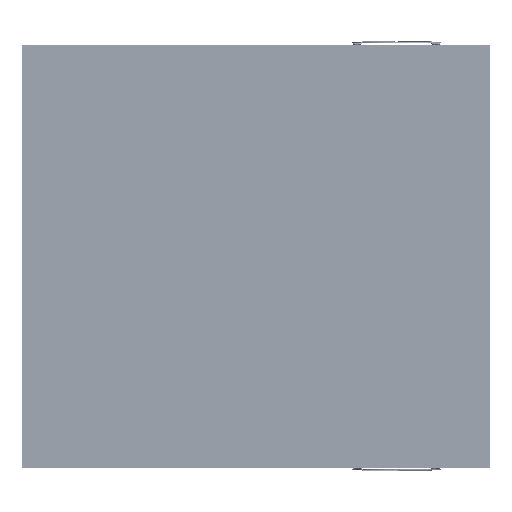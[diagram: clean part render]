
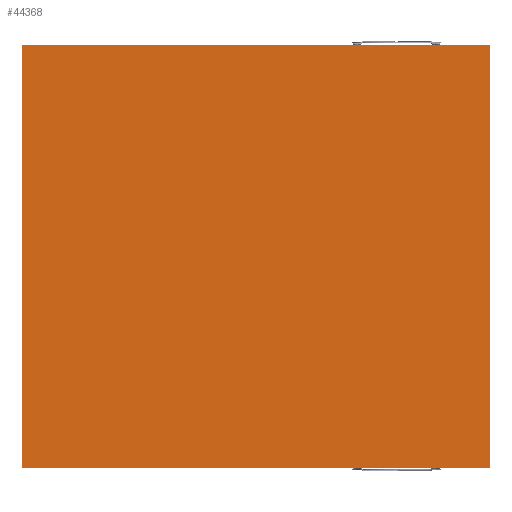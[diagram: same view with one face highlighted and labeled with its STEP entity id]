
A CAD part, left-side view. The second image highlights one B-rep face of the part: STEP entity #44368.
In plain terms, the highlighted planar face has unit normal (-1, 0, 0).
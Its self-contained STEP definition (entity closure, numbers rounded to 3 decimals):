
#2923=PLANE('',#49044);
#6284=LINE('',#79389,#9854);
#6285=LINE('',#79391,#9855);
#6286=LINE('',#79393,#9856);
#6287=LINE('',#79394,#9857);
#9854=VECTOR('',#61493,1.);
#9855=VECTOR('',#61494,1.);
#9856=VECTOR('',#61495,1.);
#9857=VECTOR('',#61496,1.);
#13449=FACE_OUTER_BOUND('',#16752,.T.);
#16752=EDGE_LOOP('',(#39883,#39884,#39885,#39886));
#22828=VERTEX_POINT('',#79387);
#22829=VERTEX_POINT('',#79388);
#22830=VERTEX_POINT('',#79390);
#22831=VERTEX_POINT('',#79392);
#28660=EDGE_CURVE('',#22828,#22829,#6284,.T.);
#28661=EDGE_CURVE('',#22829,#22830,#6285,.T.);
#28662=EDGE_CURVE('',#22830,#22831,#6286,.T.);
#28663=EDGE_CURVE('',#22831,#22828,#6287,.T.);
#39883=ORIENTED_EDGE('',*,*,#28660,.T.);
#39884=ORIENTED_EDGE('',*,*,#28661,.T.);
#39885=ORIENTED_EDGE('',*,*,#28662,.T.);
#39886=ORIENTED_EDGE('',*,*,#28663,.T.);
#44368=ADVANCED_FACE('',(#13449),#2923,.T.);
#49044=AXIS2_PLACEMENT_3D('',#79386,#61491,#61492);
#61491=DIRECTION('center_axis',(-1.,0.,0.));
#61492=DIRECTION('ref_axis',(0.,1.,0.));
#61493=DIRECTION('',(0.,0.,-1.));
#61494=DIRECTION('',(0.,-1.,0.));
#61495=DIRECTION('',(0.,0.,1.));
#61496=DIRECTION('',(0.,1.,0.));
#79386=CARTESIAN_POINT('Origin',(-27.35,30.075,20.));
#79387=CARTESIAN_POINT('',(-27.35,60.15,47.15));
#79388=CARTESIAN_POINT('',(-27.35,60.15,-7.15));
#79389=CARTESIAN_POINT('',(-27.35,60.15,20.));
#79390=CARTESIAN_POINT('',(-27.35,0.,-7.15));
#79391=CARTESIAN_POINT('',(-27.35,30.075,-7.15));
#79392=CARTESIAN_POINT('',(-27.35,0.,47.15));
#79393=CARTESIAN_POINT('',(-27.35,0.,20.));
#79394=CARTESIAN_POINT('',(-27.35,30.075,47.15));
